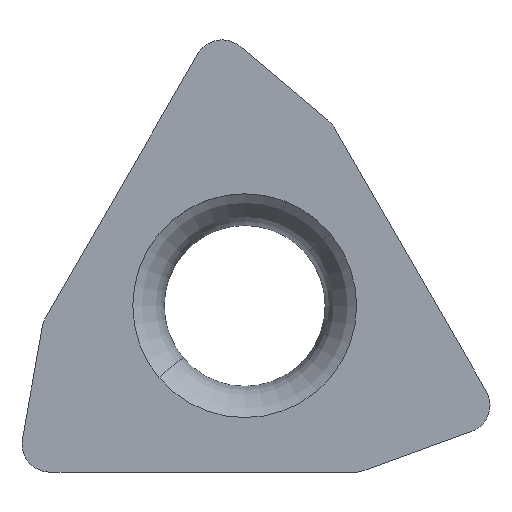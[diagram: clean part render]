
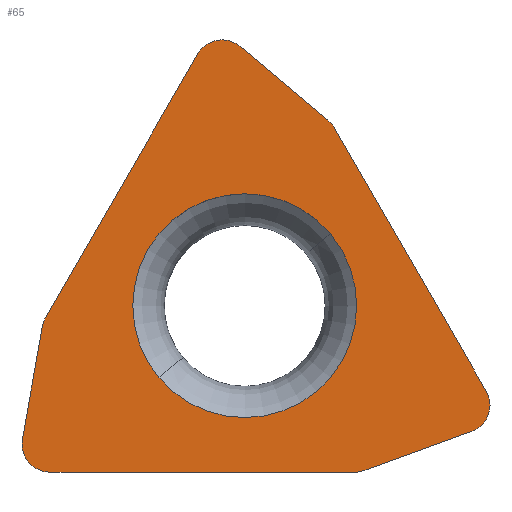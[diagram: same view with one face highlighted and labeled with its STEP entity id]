
A CAD part, top view. The second image highlights one B-rep face of the part: STEP entity #65.
In plain terms, the highlighted planar face has unit normal (0, 0, 1).
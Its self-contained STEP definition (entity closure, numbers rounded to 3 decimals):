
#65=ADVANCED_FACE('',(#93,#94),#85,.F.);
#85=PLANE('',#539);
#93=FACE_BOUND('',#97,.T.);
#94=FACE_BOUND('',#98,.T.);
#97=EDGE_LOOP('',(#119,#120,#121,#122,#123,#124,#125,#126,#127,#128,#129,
#130,#131,#132));
#98=EDGE_LOOP('',(#133,#134));
#119=ORIENTED_EDGE('',*,*,#263,.F.);
#120=ORIENTED_EDGE('',*,*,#264,.F.);
#121=ORIENTED_EDGE('',*,*,#265,.F.);
#122=ORIENTED_EDGE('',*,*,#266,.F.);
#123=ORIENTED_EDGE('',*,*,#267,.F.);
#124=ORIENTED_EDGE('',*,*,#268,.F.);
#125=ORIENTED_EDGE('',*,*,#269,.F.);
#126=ORIENTED_EDGE('',*,*,#270,.F.);
#127=ORIENTED_EDGE('',*,*,#271,.F.);
#128=ORIENTED_EDGE('',*,*,#272,.F.);
#129=ORIENTED_EDGE('',*,*,#273,.F.);
#130=ORIENTED_EDGE('',*,*,#274,.F.);
#131=ORIENTED_EDGE('',*,*,#275,.F.);
#132=ORIENTED_EDGE('',*,*,#276,.F.);
#133=ORIENTED_EDGE('',*,*,#277,.F.);
#134=ORIENTED_EDGE('',*,*,#278,.F.);
#227=VERTEX_POINT('',#746);
#228=VERTEX_POINT('',#747);
#229=VERTEX_POINT('',#749);
#230=VERTEX_POINT('',#751);
#231=VERTEX_POINT('',#753);
#232=VERTEX_POINT('',#755);
#233=VERTEX_POINT('',#757);
#234=VERTEX_POINT('',#759);
#235=VERTEX_POINT('',#761);
#236=VERTEX_POINT('',#763);
#237=VERTEX_POINT('',#765);
#238=VERTEX_POINT('',#767);
#239=VERTEX_POINT('',#769);
#240=VERTEX_POINT('',#771);
#241=VERTEX_POINT('',#774);
#242=VERTEX_POINT('',#775);
#263=EDGE_CURVE('',#227,#228,#327,.T.);
#264=EDGE_CURVE('',#229,#227,#407,.T.);
#265=EDGE_CURVE('',#230,#229,#328,.T.);
#266=EDGE_CURVE('',#231,#230,#329,.T.);
#267=EDGE_CURVE('',#232,#231,#408,.T.);
#268=EDGE_CURVE('',#233,#232,#330,.T.);
#269=EDGE_CURVE('',#234,#233,#409,.T.);
#270=EDGE_CURVE('',#235,#234,#331,.T.);
#271=EDGE_CURVE('',#236,#235,#332,.T.);
#272=EDGE_CURVE('',#237,#236,#410,.T.);
#273=EDGE_CURVE('',#238,#237,#333,.T.);
#274=EDGE_CURVE('',#239,#238,#411,.T.);
#275=EDGE_CURVE('',#240,#239,#334,.T.);
#276=EDGE_CURVE('',#228,#240,#412,.T.);
#277=EDGE_CURVE('',#241,#242,#335,.T.);
#278=EDGE_CURVE('',#242,#241,#336,.T.);
#327=CIRCLE('',#529,0.4);
#328=CIRCLE('',#530,0.4);
#329=CIRCLE('',#531,0.4);
#330=CIRCLE('',#532,0.4);
#331=CIRCLE('',#533,0.4);
#332=CIRCLE('',#534,0.4);
#333=CIRCLE('',#535,0.4);
#334=CIRCLE('',#536,0.4);
#335=CIRCLE('',#537,1.6);
#336=CIRCLE('',#538,1.6);
#407=LINE('',#748,#441);
#408=LINE('',#754,#442);
#409=LINE('',#758,#443);
#410=LINE('',#764,#444);
#411=LINE('',#768,#445);
#412=LINE('',#772,#446);
#441=VECTOR('',#607,1.);
#442=VECTOR('',#612,1.);
#443=VECTOR('',#615,1.);
#444=VECTOR('',#620,1.);
#445=VECTOR('',#623,1.);
#446=VECTOR('',#626,1.);
#529=AXIS2_PLACEMENT_3D('',#745,#605,#606);
#530=AXIS2_PLACEMENT_3D('',#750,#608,#609);
#531=AXIS2_PLACEMENT_3D('',#752,#610,#611);
#532=AXIS2_PLACEMENT_3D('',#756,#613,#614);
#533=AXIS2_PLACEMENT_3D('',#760,#616,#617);
#534=AXIS2_PLACEMENT_3D('',#762,#618,#619);
#535=AXIS2_PLACEMENT_3D('',#766,#621,#622);
#536=AXIS2_PLACEMENT_3D('',#770,#624,#625);
#537=AXIS2_PLACEMENT_3D('',#773,#627,#628);
#538=AXIS2_PLACEMENT_3D('',#776,#629,#630);
#539=AXIS2_PLACEMENT_3D('',#777,#631,#632);
#605=DIRECTION('',(0.,0.,-1.));
#606=DIRECTION('',(0.342,-0.94,0.));
#607=DIRECTION('',(-0.94,-0.342,0.));
#608=DIRECTION('',(0.,0.,-1.));
#609=DIRECTION('',(0.643,-0.766,0.));
#610=DIRECTION('',(0.,0.,-1.));
#611=DIRECTION('',(0.866,0.5,0.));
#612=DIRECTION('',(0.5,-0.866,0.));
#613=DIRECTION('',(0.,0.,-1.));
#614=DIRECTION('',(0.643,0.766,0.));
#615=DIRECTION('',(0.766,-0.643,0.));
#616=DIRECTION('',(0.,0.,-1.));
#617=DIRECTION('',(-0.643,0.766,0.));
#618=DIRECTION('',(0.,0.,-1.));
#619=DIRECTION('',(-0.866,0.5,0.));
#620=DIRECTION('',(0.5,0.866,0.));
#621=DIRECTION('',(0.,0.,-1.));
#622=DIRECTION('',(-0.985,0.174,0.));
#623=DIRECTION('',(0.174,0.985,0.));
#624=DIRECTION('',(0.,0.,-1.));
#625=DIRECTION('',(0.,-1.,0.));
#626=DIRECTION('',(-1.,0.,0.));
#627=DIRECTION('',(0.,0.,1.));
#628=DIRECTION('',(0.766,0.643,0.));
#629=DIRECTION('',(0.,0.,1.));
#630=DIRECTION('',(-0.766,-0.643,0.));
#631=DIRECTION('',(0.,0.,-1.));
#632=DIRECTION('',(0.643,-0.766,0.));
#745=CARTESIAN_POINT('',(1.568,-1.98,0.));
#746=CARTESIAN_POINT('',(1.705,-2.356,0.));
#747=CARTESIAN_POINT('',(1.568,-2.38,0.));
#748=CARTESIAN_POINT('',(3.243,-1.796,0.));
#749=CARTESIAN_POINT('',(3.243,-1.796,0.));
#750=CARTESIAN_POINT('',(3.106,-1.42,0.));
#751=CARTESIAN_POINT('',(3.363,-1.727,0.));
#752=CARTESIAN_POINT('',(3.106,-1.42,0.));
#753=CARTESIAN_POINT('',(3.453,-1.22,0.));
#754=CARTESIAN_POINT('',(1.277,2.548,0.));
#755=CARTESIAN_POINT('',(1.277,2.548,0.));
#756=CARTESIAN_POINT('',(0.931,2.348,0.));
#757=CARTESIAN_POINT('',(1.188,2.655,0.));
#758=CARTESIAN_POINT('',(-0.066,3.707,0.));
#759=CARTESIAN_POINT('',(-0.066,3.707,0.));
#760=CARTESIAN_POINT('',(-0.323,3.4,0.));
#761=CARTESIAN_POINT('',(-0.58,3.707,0.));
#762=CARTESIAN_POINT('',(-0.323,3.4,0.));
#763=CARTESIAN_POINT('',(-0.67,3.6,0.));
#764=CARTESIAN_POINT('',(-2.845,-0.168,0.));
#765=CARTESIAN_POINT('',(-2.845,-0.168,0.));
#766=CARTESIAN_POINT('',(-2.499,-0.368,0.));
#767=CARTESIAN_POINT('',(-2.893,-0.299,0.));
#768=CARTESIAN_POINT('',(-3.177,-1.911,0.));
#769=CARTESIAN_POINT('',(-3.177,-1.911,0.));
#770=CARTESIAN_POINT('',(-2.783,-1.98,0.));
#771=CARTESIAN_POINT('',(-2.783,-2.38,0.));
#772=CARTESIAN_POINT('',(1.568,-2.38,0.));
#773=CARTESIAN_POINT('',(0.,0.,0.));
#774=CARTESIAN_POINT('',(1.226,1.028,0.));
#775=CARTESIAN_POINT('',(-1.226,-1.028,0.));
#776=CARTESIAN_POINT('',(0.,0.,0.));
#777=CARTESIAN_POINT('',(0.,0.,0.));
